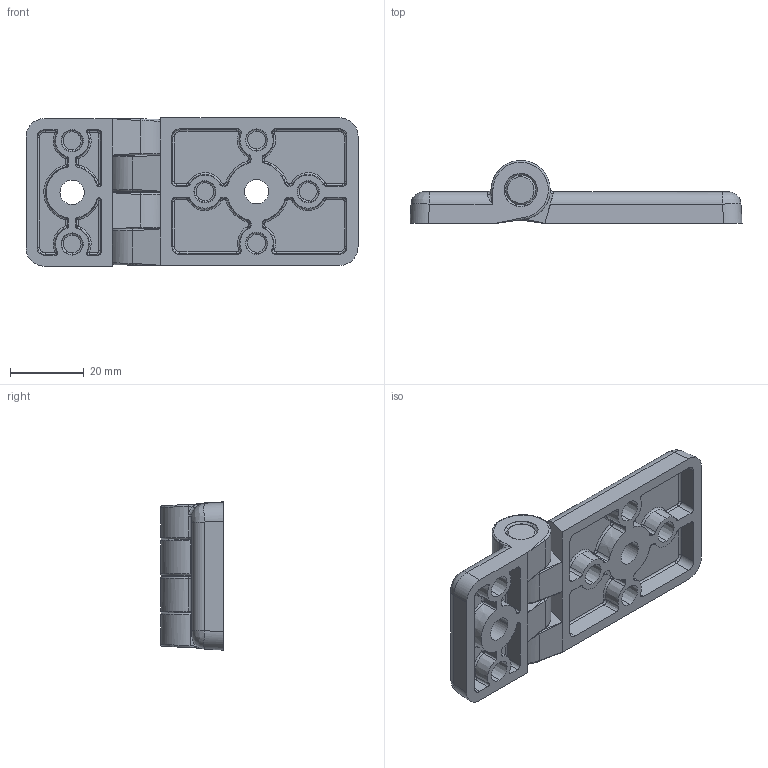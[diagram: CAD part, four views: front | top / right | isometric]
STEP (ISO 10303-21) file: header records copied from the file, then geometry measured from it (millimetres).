
FILE_DESCRIPTION (( 'STEP AP214' ), '1' );
FILE_NAME ('095ks3060f00.STEP', '2014-08-27T07:18:32', ( '' ), ( '' ), 'SwSTEP 2.0', 'SolidWorks 2014', '' );
FILE_SCHEMA (( 'AUTOMOTIVE_DESIGN' ));
Length unit declared in the file: millimetre
Products named in the file (1): 095ks3060f00
Bounding box: 90 x 17 x 40.2 mm (x, y, z)
Volume: 23934.2 mm3; surface area: 15568 mm2
Topology: 3 solids, 3 shells, 361 faces, 882 edges, 529 vertices
Faces by surface type: bspline 155, cylinder 85, plane 73, cone 48
Entity records: 20793 total; most frequent: CARTESIAN_POINT 9415, ORIENTED_EDGE 1740, DIRECTION 1261, EDGE_CURVE 870, VERTEX_POINT 529, AXIS2_PLACEMENT_3D 497, EDGE_LOOP 387, UNCERTAINTY_MEASURE_WITH_UNIT 366
